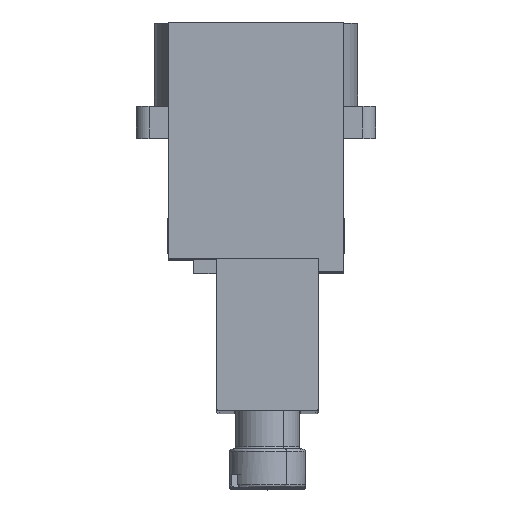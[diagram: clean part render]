
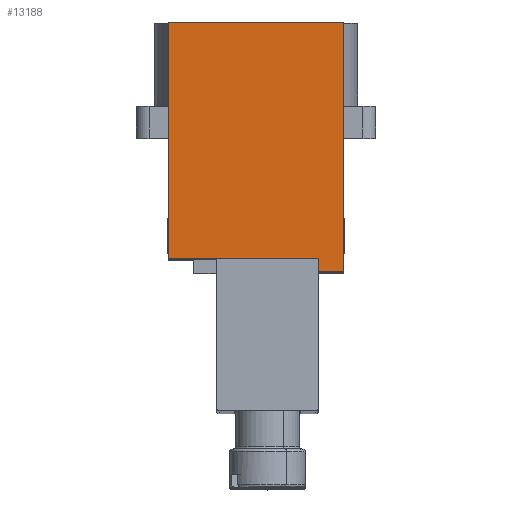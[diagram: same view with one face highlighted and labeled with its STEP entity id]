
A CAD part, top view. The second image highlights one B-rep face of the part: STEP entity #13188.
In plain terms, the highlighted face is planar.
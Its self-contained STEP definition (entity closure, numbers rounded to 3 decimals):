
#560 = FACE_OUTER_BOUND ( 'NONE', #3827, .T. ) ;
#630 = VERTEX_POINT ( 'NONE', #20173 ) ;
#1112 = LINE ( 'NONE', #4557, #5115 ) ;
#1719 = VECTOR ( 'NONE', #18277, 1000. ) ;
#2407 = PLANE ( 'NONE',  #21735 ) ;
#2621 = ORIENTED_EDGE ( 'NONE', *, *, #13891, .T. ) ;
#2656 = CARTESIAN_POINT ( 'NONE',  ( -34.5, 18.6, -4.9 ) ) ;
#3827 = EDGE_LOOP ( 'NONE', ( #2621, #9775, #16833, #13498, #21141, #6962 ) ) ;
#4049 = LINE ( 'NONE', #9188, #18503 ) ;
#4301 = EDGE_CURVE ( 'NONE', #630, #12657, #4049, .T. ) ;
#4557 = CARTESIAN_POINT ( 'NONE',  ( -34.5, 19.6, -6.9 ) ) ;
#5115 = VECTOR ( 'NONE', #6610, 1000. ) ;
#5270 = VERTEX_POINT ( 'NONE', #13749 ) ;
#5872 = LINE ( 'NONE', #11122, #1719 ) ;
#6205 = DIRECTION ( 'NONE',  ( 0., 0., -1. ) ) ;
#6610 = DIRECTION ( 'NONE',  ( 0., 0., 1. ) ) ;
#6619 = EDGE_CURVE ( 'NONE', #12045, #14502, #16036, .T. ) ;
#6962 = ORIENTED_EDGE ( 'NONE', *, *, #18287, .F. ) ;
#9188 = CARTESIAN_POINT ( 'NONE',  ( -34.5, 19.6, -4.9 ) ) ;
#9484 = CARTESIAN_POINT ( 'NONE',  ( -34.5, 0., 6.9 ) ) ;
#9504 = VECTOR ( 'NONE', #21154, 1000. ) ;
#9775 = ORIENTED_EDGE ( 'NONE', *, *, #10290, .F. ) ;
#10290 = EDGE_CURVE ( 'NONE', #14502, #14205, #17544, .T. ) ;
#10382 = CARTESIAN_POINT ( 'NONE',  ( -34.5, 0., 6.9 ) ) ;
#11122 = CARTESIAN_POINT ( 'NONE',  ( -34.5, 0., -6.9 ) ) ;
#12045 = VERTEX_POINT ( 'NONE', #16453 ) ;
#12657 = VERTEX_POINT ( 'NONE', #2656 ) ;
#12773 = EDGE_CURVE ( 'NONE', #12045, #12657, #21477, .T. ) ;
#13188 = ADVANCED_FACE ( 'NONE', ( #560 ), #2407, .F. ) ;
#13498 = ORIENTED_EDGE ( 'NONE', *, *, #12773, .T. ) ;
#13749 = CARTESIAN_POINT ( 'NONE',  ( -34.5, 19.6, -6.9 ) ) ;
#13813 = CARTESIAN_POINT ( 'NONE',  ( -34.5, 0., -6.9 ) ) ;
#13891 = EDGE_CURVE ( 'NONE', #5270, #14205, #5872, .T. ) ;
#14120 = DIRECTION ( 'NONE',  ( 0., 0., -1. ) ) ;
#14205 = VERTEX_POINT ( 'NONE', #13813 ) ;
#14404 = VECTOR ( 'NONE', #14120, 1000. ) ;
#14502 = VERTEX_POINT ( 'NONE', #10382 ) ;
#14717 = DIRECTION ( 'NONE',  ( 1., 0., 0. ) ) ;
#15822 = CARTESIAN_POINT ( 'NONE',  ( -34.5, 0., 6.9 ) ) ;
#16036 = LINE ( 'NONE', #19222, #9504 ) ;
#16453 = CARTESIAN_POINT ( 'NONE',  ( -34.5, 18.6, 6.9 ) ) ;
#16473 = DIRECTION ( 'NONE',  ( 0., -1., 0. ) ) ;
#16833 = ORIENTED_EDGE ( 'NONE', *, *, #6619, .F. ) ;
#17544 = LINE ( 'NONE', #15822, #14404 ) ;
#18277 = DIRECTION ( 'NONE',  ( 0., -1., 0. ) ) ;
#18287 = EDGE_CURVE ( 'NONE', #5270, #630, #1112, .T. ) ;
#18503 = VECTOR ( 'NONE', #16473, 1000. ) ;
#19222 = CARTESIAN_POINT ( 'NONE',  ( -34.5, 0., 6.9 ) ) ;
#20173 = CARTESIAN_POINT ( 'NONE',  ( -34.5, 19.6, -4.9 ) ) ;
#21141 = ORIENTED_EDGE ( 'NONE', *, *, #4301, .F. ) ;
#21154 = DIRECTION ( 'NONE',  ( 0., -1., 0. ) ) ;
#21342 = VECTOR ( 'NONE', #6205, 1000. ) ;
#21360 = CARTESIAN_POINT ( 'NONE',  ( -34.5, 18.6, 6.9 ) ) ;
#21477 = LINE ( 'NONE', #21360, #21342 ) ;
#21673 = DIRECTION ( 'NONE',  ( 0., 0., -1. ) ) ;
#21735 = AXIS2_PLACEMENT_3D ( 'NONE', #9484, #14717, #21673 ) ;
